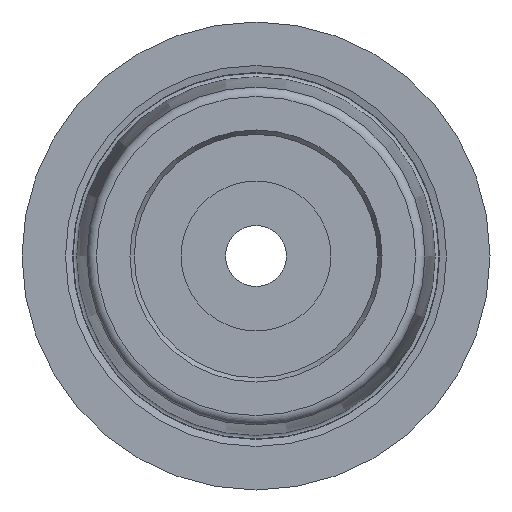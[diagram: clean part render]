
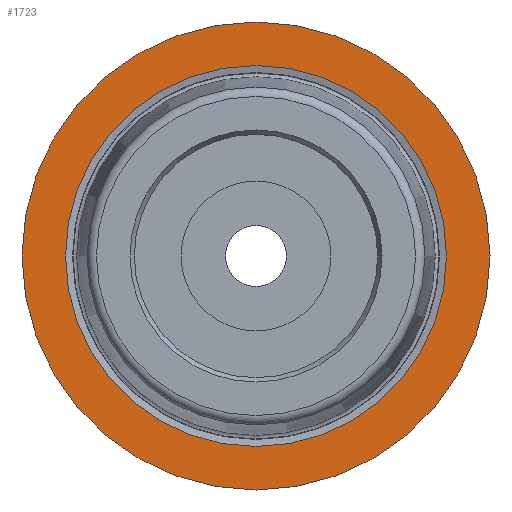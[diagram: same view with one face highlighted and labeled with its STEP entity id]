
A CAD part, left-side view. The second image highlights one B-rep face of the part: STEP entity #1723.
In plain terms, the highlighted planar face has unit normal (-1, 0, 0).
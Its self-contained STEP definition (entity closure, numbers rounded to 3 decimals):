
#1689=CARTESIAN_POINT('',(0.,20.35,0.0));
#1690=VERTEX_POINT('',#1689);
#1691=CARTESIAN_POINT('',(0.,0.,0.0));
#1692=DIRECTION('',(1.0,0.0,0.0));
#1693=DIRECTION('',(0.0,1.0,0.0));
#1694=AXIS2_PLACEMENT_3D('',#1691,#1692,#1693);
#1695=CIRCLE('',#1694,20.35);
#1696=EDGE_CURVE('',#1690,#1690,#1695,.T.);
#1704=CARTESIAN_POINT('',(0.,22.675,0.0));
#1705=DIRECTION('',(-1.0,0.0,0.0));
#1706=DIRECTION('',(0.0,0.0,1.0));
#1707=AXIS2_PLACEMENT_3D('',#1704,#1705,#1706);
#1708=PLANE('',#1707);
#1709=CARTESIAN_POINT('',(0.,25.,0.0));
#1710=VERTEX_POINT('',#1709);
#1711=CARTESIAN_POINT('',(0.,0.,0.0));
#1712=DIRECTION('',(1.0,0.0,0.0));
#1713=DIRECTION('',(0.0,1.0,0.0));
#1714=AXIS2_PLACEMENT_3D('',#1711,#1712,#1713);
#1715=CIRCLE('',#1714,25.);
#1716=EDGE_CURVE('',#1710,#1710,#1715,.T.);
#1717=ORIENTED_EDGE('',*,*,#1716,.F.);
#1718=EDGE_LOOP('',(#1717));
#1719=FACE_OUTER_BOUND('',#1718,.T.);
#1720=ORIENTED_EDGE('',*,*,#1696,.T.);
#1721=EDGE_LOOP('',(#1720));
#1722=FACE_BOUND('',#1721,.T.);
#1723=ADVANCED_FACE('',(#1719,#1722),#1708,.T.);
